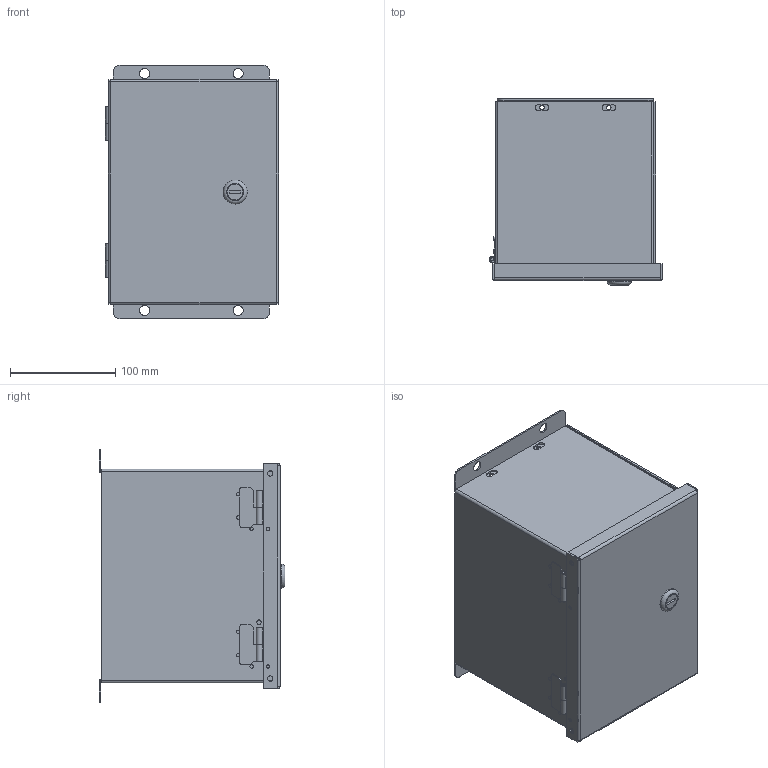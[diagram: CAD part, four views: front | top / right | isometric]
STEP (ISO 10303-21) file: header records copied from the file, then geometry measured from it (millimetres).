
FILE_DESCRIPTION( ( 'Unknown' ), '1' );
FILE_NAME( 'L080606.stp', 'Unknown', ( 'Unknown' ), ( 'Unknown' ), 'PSStep 16.0.42', 'Unknown', ' ' );
FILE_SCHEMA( ( 'AUTOMOTIVE_DESIGN { 1 0 10303 214 1 1 1 1 }' ) );
Length unit declared in the file: millimetre
Products named in the file (21): LOCK AVEC TOURNEVIS TYPE 4-12 SANS CAME; HOSING-oa0; INSERT POUR TOURNEVIS-oa1; NOIX DE FIXATION-oa2; Oring-oa3; Oring-oa4; SEAL BLANC-oa5; STOPPER DESSOUS-oa6; VIS DE RETENUE DE LA CAME-oa7; A11KK; CAME K; L080606_BOITIER; L080606B_16GA; L08xx06C_16GA; Penture KS - GAUCHE_boitier; L0806xxF_16GA; L0806_COUVERCLE; L0806D_16GA; 10-32 x 0.500 AC_CD 201-008-772; Penture KS - GAUCHE_porte; Assem1
Assembly tree (22 placements, depth 5):
  Assem1
    L080606_BOITIER
      L080606B_16GA
      L08xx06C_16GA
      Penture KS - GAUCHE_boitier  x2
      L0806xxF_16GA
    L0806_COUVERCLE
      L0806D_16GA
      10-32 x 0.500 AC_CD 201-008-772
      Penture KS - GAUCHE_porte  x2
      A11KK
        CAME K
        LOCK AVEC TOURNEVIS TYPE 4-12 SANS CAME
          HOSING-oa0
          INSERT POUR TOURNEVIS-oa1
          NOIX DE FIXATION-oa2
          Oring-oa3
          Oring-oa4
          SEAL BLANC-oa5
          STOPPER DESSOUS-oa6
          VIS DE RETENUE DE LA CAME-oa7
Bounding box: 164.64 x 176.95 x 241.33 mm (x, y, z)
Volume: 330856.7 mm3; surface area: 440755.8 mm2
Topology: 18 solids, 18 shells, 873 faces, 2164 edges, 1390 vertices
Faces by surface type: plane 509, cylinder 203, bspline 94, extrusion 26, torus 21, cone 17, sphere 3
Full cylindrical faces by diameter (mm): 0.346 x1, 0.508 x1, 3.023 x1, 3.162 x12, 3.175 x15, 3.454 x4, 4.293 x6, 4.826 x1, 5.105 x2, 6.096 x2, 6.502 x1, 6.985 x1, 9.525 x4, 9.881 x1, 10.084 x1, 11.176 x1, 11.862 x1, 12.192 x1, 12.827 x1, 15.748 x1, 15.799 x1, 17.462 x1, 22.86 x1
Entity records: 59954 total; most frequent: CARTESIAN_POINT 34487, ORIENTED_EDGE 3924, DIRECTION 3441, EDGE_CURVE 1962, VERTEX_POINT 1303, AXIS2_PLACEMENT_3D 1200, VECTOR 1041, EDGE_LOOP 1037
